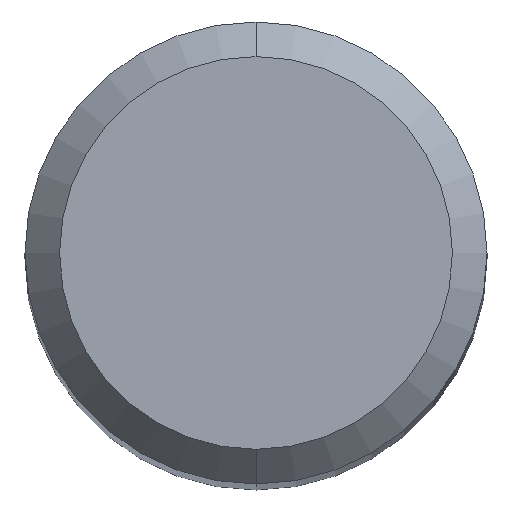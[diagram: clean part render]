
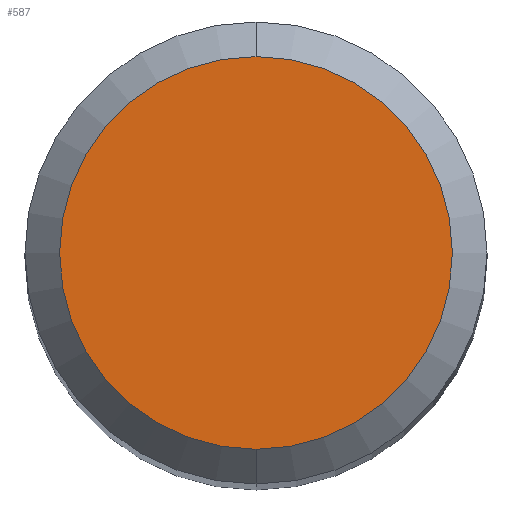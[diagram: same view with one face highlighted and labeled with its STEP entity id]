
A CAD part, top view. The second image highlights one B-rep face of the part: STEP entity #587.
In plain terms, the highlighted planar face has unit normal (0, 0, 1).
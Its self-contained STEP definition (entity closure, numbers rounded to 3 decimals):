
#419=EDGE_CURVE('',#579,#593,#999,.T.);
#579=VERTEX_POINT('',#1172);
#587=ADVANCED_FACE('',(#1180),#1181,.T.);
#593=VERTEX_POINT('',#1187);
#707=EDGE_CURVE('',#593,#579,#1313,.T.);
#999=CIRCLE('',#2259,1.7);
#1172=CARTESIAN_POINT('',(0.,-1.7,0.0));
#1180=FACE_OUTER_BOUND('',#3772,.T.);
#1181=PLANE('',#3773);
#1187=CARTESIAN_POINT('',(0.0,1.7,0.0));
#1313=CIRCLE('',#4645,1.7);
#2259=AXIS2_PLACEMENT_3D('',#5371,#5372,#5373);
#3772=EDGE_LOOP('',(#5522,#5523));
#3773=AXIS2_PLACEMENT_3D('',#5524,#5525,#5526);
#4645=AXIS2_PLACEMENT_3D('',#5662,#5663,#5664);
#5371=CARTESIAN_POINT('',(0.0,0.0,0.0));
#5372=DIRECTION('',(0.0,0.0,-1.0));
#5373=DIRECTION('',(0.0,1.0,0.0));
#5522=ORIENTED_EDGE('',*,*,#707,.F.);
#5523=ORIENTED_EDGE('',*,*,#419,.F.);
#5524=CARTESIAN_POINT('',(0.0,0.85,0.0));
#5525=DIRECTION('',(-0.0,0.0,1.0));
#5526=DIRECTION('',(0.0,-1.0,0.0));
#5662=CARTESIAN_POINT('',(0.0,0.0,0.0));
#5663=DIRECTION('',(0.0,0.0,-1.0));
#5664=DIRECTION('',(0.0,1.0,0.0));
